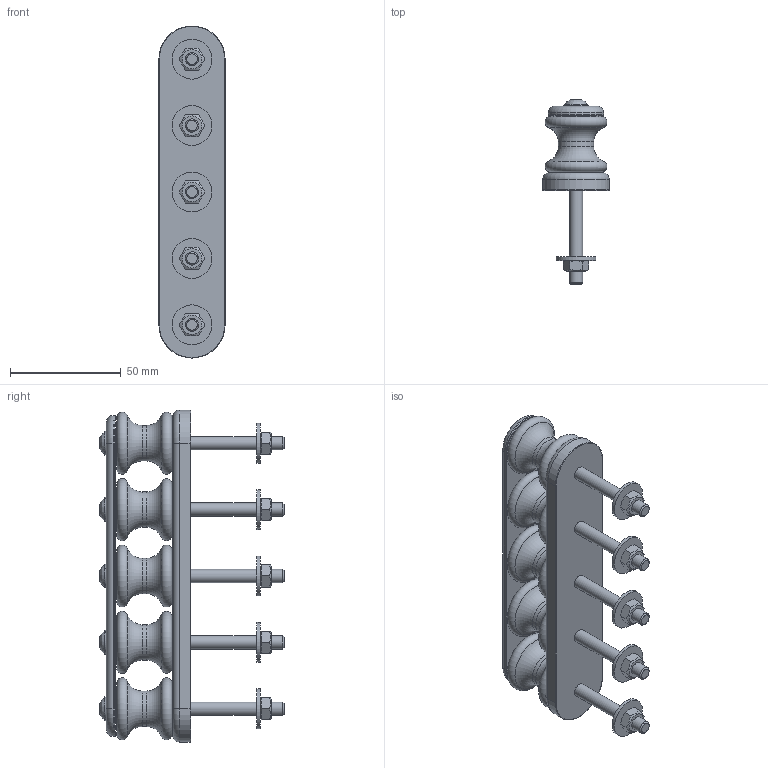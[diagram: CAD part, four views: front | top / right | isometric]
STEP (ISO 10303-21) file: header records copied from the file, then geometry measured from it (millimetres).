
FILE_DESCRIPTION(/* description */ (''),/* implementation_level */ '2;1');
FILE_NAME(/* name */ '515.032.stp',/* time_stamp */ '2019-05-10T15:51:15+02:00',/* author */ ('gianni'),/* organization */ (''),/* preprocessor_version */ 'ST-DEVELOPER v16.5',/* originating_system */ 'Autodesk Inventor 2017',/* authorisation */ '');
FILE_SCHEMA (('AUTOMOTIVE_DESIGN { 1 0 10303 214 3 1 1 }'));
Length unit declared in the file: millimetre
Products named in the file (1): 19051007
Bounding box: 30 x 83.3 x 150 mm (x, y, z)
Volume: 105323.9 mm3; surface area: 40930.3 mm2
Topology: 1 solids, 1 shells, 413 faces, 721 edges, 517 vertices
Faces by surface type: sphere 160, plane 113, cylinder 62, torus 43, cone 30, bspline 5
Full cylindrical faces by diameter (mm): 6 x10, 6.4 x5, 10 x10, 10.5 x5, 11.7 x5, 12 x5, 16 x5, 18 x5
Entity records: 9310 total; most frequent: CARTESIAN_POINT 1847, DIRECTION 1626, ORIENTED_EDGE 1142, AXIS2_PLACEMENT_3D 771, EDGE_LOOP 743, EDGE_CURVE 571, VERTEX_POINT 482, FACE_OUTER_BOUND 413
